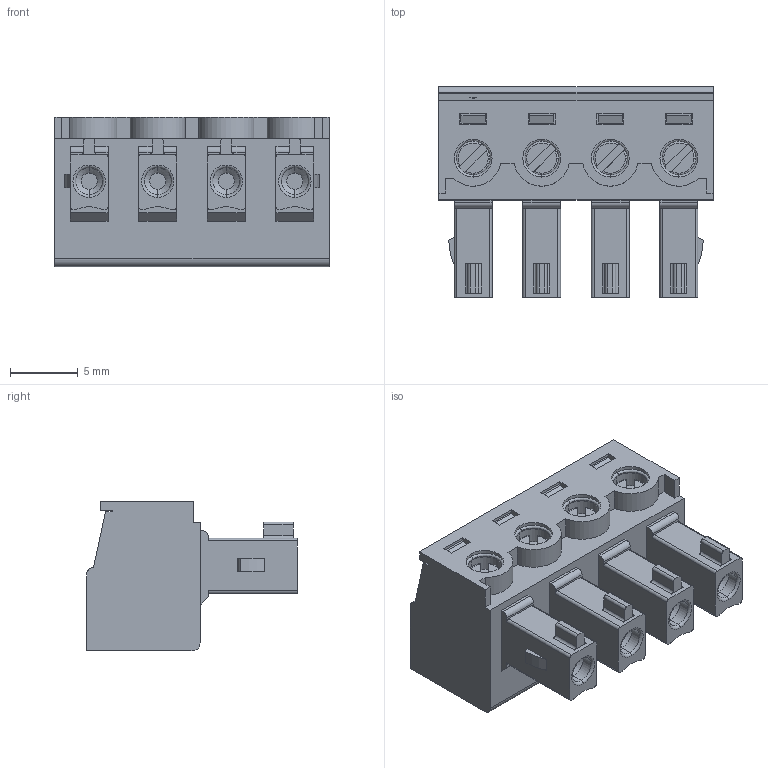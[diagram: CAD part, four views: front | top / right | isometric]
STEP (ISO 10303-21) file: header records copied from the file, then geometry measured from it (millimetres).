
FILE_DESCRIPTION (( 'STEP AP214' ), '1' );
FILE_NAME ('15EDGK-5.08-04P-14-00AH.STEP', '2021-02-04T22:58:00', ( '' ), ( '' ), 'SwSTEP 2.0', 'SolidWorks 2020', '' );
FILE_SCHEMA (( 'AUTOMOTIVE_DESIGN' ));
Length unit declared in the file: millimetre
Products named in the file (1): 15EDGK-5.08-04P-14-00AH
Bounding box: 20.32 x 15.6 x 11.1 mm (x, y, z)
Volume: 1812.6 mm3; surface area: 2020.5 mm2
Topology: 1 solids, 1 shells, 703 faces, 1831 edges, 1206 vertices
Faces by surface type: plane 424, bspline 129, cylinder 98, torus 36, cone 16
Entity records: 32079 total; most frequent: CARTESIAN_POINT 11462, ORIENTED_EDGE 3662, DIRECTION 2959, EDGE_CURVE 1831, LINE 1241, VECTOR 1241, VERTEX_POINT 1206, AXIS2_PLACEMENT_3D 859
